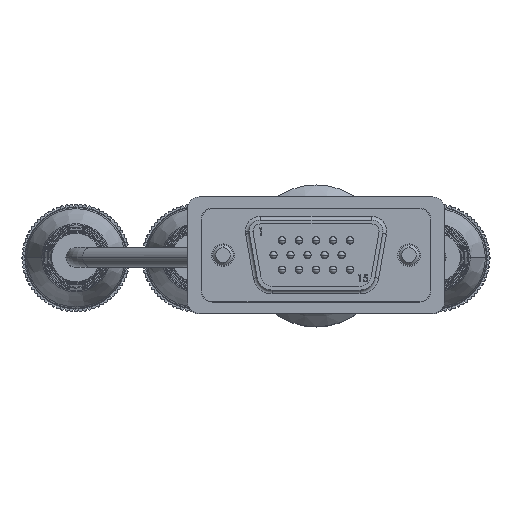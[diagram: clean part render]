
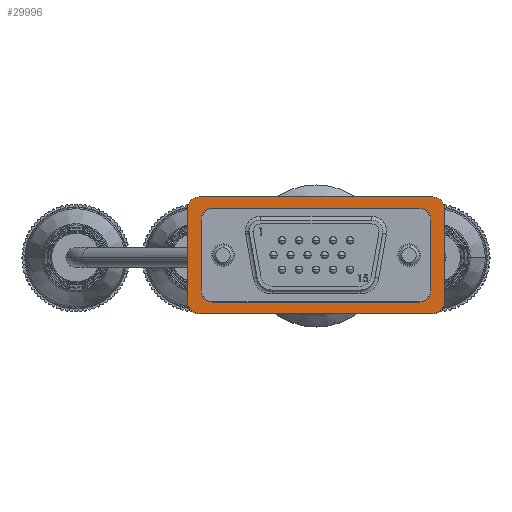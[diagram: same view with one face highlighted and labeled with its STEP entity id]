
A CAD part, top view. The second image highlights one B-rep face of the part: STEP entity #29996.
In plain terms, the highlighted face is planar.
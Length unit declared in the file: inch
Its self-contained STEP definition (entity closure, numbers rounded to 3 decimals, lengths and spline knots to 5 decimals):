
#775 = CARTESIAN_POINT ( 'NONE',  ( 0.6785, 0.2485, -0.6975 ) ) ;
#920 = CARTESIAN_POINT ( 'NONE',  ( 0.5475, 0.248, -0.6975 ) ) ;
#20524 = CARTESIAN_POINT ( 'NONE',  ( -0.6185, -0.3085, -0.6975 ) ) ;
#20525 = DIRECTION ( 'NONE',  ( 1., 0., 0. ) ) ;
#20526 = DIRECTION ( 'NONE',  ( 0., 0., -1. ) ) ;
#20527 = CARTESIAN_POINT ( 'NONE',  ( -0.6185, -0.2485, -0.6975 ) ) ;
#20528 = AXIS2_PLACEMENT_3D ( 'NONE', #20527, #20526, #20525 ) ;
#20529 = CIRCLE ( 'NONE', #20528, 0.06 ) ;
#20530 = CARTESIAN_POINT ( 'NONE',  ( -0.6785, -0.2485, -0.6975 ) ) ;
#20626 = DIRECTION ( 'NONE',  ( 1., 0., 0. ) ) ;
#20627 = DIRECTION ( 'NONE',  ( 0., 0., -1. ) ) ;
#20628 = CARTESIAN_POINT ( 'NONE',  ( -0.6185, 0.2485, -0.6975 ) ) ;
#20629 = AXIS2_PLACEMENT_3D ( 'NONE', #20628, #20627, #20626 ) ;
#20630 = CIRCLE ( 'NONE', #20629, 0.06 ) ;
#20631 = CARTESIAN_POINT ( 'NONE',  ( -0.6185, 0.3085, -0.6975 ) ) ;
#20654 = DIRECTION ( 'NONE',  ( 0., -1., 0. ) ) ;
#20655 = VECTOR ( 'NONE', #20654, 39.37008 ) ;
#20656 = CARTESIAN_POINT ( 'NONE',  ( -0.6785, 0.3085, -0.6975 ) ) ;
#20657 = LINE ( 'NONE', #20656, #20655 ) ;
#20658 = CARTESIAN_POINT ( 'NONE',  ( -0.6785, 0.2485, -0.6975 ) ) ;
#21166 = CARTESIAN_POINT ( 'NONE',  ( 0.6185, -0.3085, -0.6975 ) ) ;
#21177 = CARTESIAN_POINT ( 'NONE',  ( 0.6785, -0.2485, -0.6975 ) ) ;
#21222 = DIRECTION ( 'NONE',  ( 1., 0., 0. ) ) ;
#21223 = DIRECTION ( 'NONE',  ( 0., 0., -1. ) ) ;
#21224 = CARTESIAN_POINT ( 'NONE',  ( 0.6185, -0.2485, -0.6975 ) ) ;
#21225 = AXIS2_PLACEMENT_3D ( 'NONE', #21224, #21223, #21222 ) ;
#21226 = CIRCLE ( 'NONE', #21225, 0.06 ) ;
#21263 = CARTESIAN_POINT ( 'NONE',  ( 0.6185, 0.3085, -0.6975 ) ) ;
#21264 = DIRECTION ( 'NONE',  ( 1., 0., 0. ) ) ;
#21265 = DIRECTION ( 'NONE',  ( 0., 0., -1. ) ) ;
#21266 = CARTESIAN_POINT ( 'NONE',  ( 0.6185, 0.2485, -0.6975 ) ) ;
#21267 = AXIS2_PLACEMENT_3D ( 'NONE', #21266, #21265, #21264 ) ;
#21268 = CIRCLE ( 'NONE', #21267, 0.06 ) ;
#21295 = DIRECTION ( 'NONE',  ( 0., -1., 0. ) ) ;
#21296 = VECTOR ( 'NONE', #21295, 39.37008 ) ;
#21297 = CARTESIAN_POINT ( 'NONE',  ( 0.6785, 0.3085, -0.6975 ) ) ;
#21298 = LINE ( 'NONE', #21297, #21296 ) ;
#21397 = DIRECTION ( 'NONE',  ( -1., 0., 0. ) ) ;
#21398 = VECTOR ( 'NONE', #21397, 39.37008 ) ;
#21399 = CARTESIAN_POINT ( 'NONE',  ( -0.6785, -0.3085, -0.6975 ) ) ;
#21400 = LINE ( 'NONE', #21399, #21398 ) ;
#21477 = DIRECTION ( 'NONE',  ( 1., 0., 0. ) ) ;
#21478 = DIRECTION ( 'NONE',  ( 0., 0., -1. ) ) ;
#21479 = CARTESIAN_POINT ( 'NONE',  ( 0.5475, 0.188, -0.6975 ) ) ;
#21480 = AXIS2_PLACEMENT_3D ( 'NONE', #21479, #21478, #21477 ) ;
#21481 = CIRCLE ( 'NONE', #21480, 0.06 ) ;
#21516 = CARTESIAN_POINT ( 'NONE',  ( 0.6075, 0.188, -0.6975 ) ) ;
#21518 = CARTESIAN_POINT ( 'NONE',  ( 0.6075, -0.188, -0.6975 ) ) ;
#21572 = DIRECTION ( 'NONE',  ( -1., 0., 0. ) ) ;
#21573 = VECTOR ( 'NONE', #21572, 39.37008 ) ;
#21575 = CARTESIAN_POINT ( 'NONE',  ( -0.6785, 0.3085, -0.6975 ) ) ;
#21576 = LINE ( 'NONE', #21575, #21573 ) ;
#21619 = CARTESIAN_POINT ( 'NONE',  ( -0.6075, 0.188, -0.6975 ) ) ;
#21620 = DIRECTION ( 'NONE',  ( -1., 0., 0. ) ) ;
#21621 = DIRECTION ( 'NONE',  ( 0., 0., -1. ) ) ;
#21622 = CARTESIAN_POINT ( 'NONE',  ( -0.5475, 0.188, -0.6975 ) ) ;
#21623 = AXIS2_PLACEMENT_3D ( 'NONE', #21622, #21621, #21620 ) ;
#21624 = CIRCLE ( 'NONE', #21623, 0.06 ) ;
#21626 = CARTESIAN_POINT ( 'NONE',  ( -0.5475, 0.248, -0.6975 ) ) ;
#21627 = DIRECTION ( 'NONE',  ( 1., 0., 0. ) ) ;
#21628 = VECTOR ( 'NONE', #21627, 39.37008 ) ;
#21629 = CARTESIAN_POINT ( 'NONE',  ( 0.5475, 0.248, -0.6975 ) ) ;
#21630 = LINE ( 'NONE', #21629, #21628 ) ;
#21631 = DIRECTION ( 'NONE',  ( 1., 0., 0. ) ) ;
#21633 = DIRECTION ( 'NONE',  ( 0., 0., -1. ) ) ;
#21634 = CARTESIAN_POINT ( 'NONE',  ( 0.5475, -0.188, -0.6975 ) ) ;
#21635 = AXIS2_PLACEMENT_3D ( 'NONE', #21634, #21633, #21631 ) ;
#21636 = CIRCLE ( 'NONE', #21635, 0.06 ) ;
#21652 = FACE_OUTER_BOUND ( 'NONE', #29965, .T. ) ;
#21653 = FACE_BOUND ( 'NONE', #29997, .T. ) ;
#21668 = CARTESIAN_POINT ( 'NONE',  ( 0.5475, -0.248, -0.6975 ) ) ;
#21669 = DIRECTION ( 'NONE',  ( -1., 0., 0. ) ) ;
#21670 = VECTOR ( 'NONE', #21669, 39.37008 ) ;
#21671 = CARTESIAN_POINT ( 'NONE',  ( 0.5475, -0.248, -0.6975 ) ) ;
#21672 = LINE ( 'NONE', #21671, #21670 ) ;
#21673 = CARTESIAN_POINT ( 'NONE',  ( -0.5475, -0.248, -0.6975 ) ) ;
#21674 = DIRECTION ( 'NONE',  ( 1., 0., 0. ) ) ;
#21675 = DIRECTION ( 'NONE',  ( 0., 0., -1. ) ) ;
#21676 = CARTESIAN_POINT ( 'NONE',  ( -0.5475, -0.188, -0.6975 ) ) ;
#21677 = AXIS2_PLACEMENT_3D ( 'NONE', #21676, #21675, #21674 ) ;
#21678 = CIRCLE ( 'NONE', #21677, 0.06 ) ;
#21679 = CARTESIAN_POINT ( 'NONE',  ( -0.6075, -0.188, -0.6975 ) ) ;
#21680 = DIRECTION ( 'NONE',  ( 0., 1., 0. ) ) ;
#21681 = VECTOR ( 'NONE', #21680, 39.37008 ) ;
#21682 = CARTESIAN_POINT ( 'NONE',  ( -0.6075, 0.188, -0.6975 ) ) ;
#21683 = LINE ( 'NONE', #21682, #21681 ) ;
#21706 = DIRECTION ( 'NONE',  ( 0., -1., 0. ) ) ;
#21707 = VECTOR ( 'NONE', #21706, 39.37008 ) ;
#21708 = CARTESIAN_POINT ( 'NONE',  ( 0.6075, 0.188, -0.6975 ) ) ;
#21709 = LINE ( 'NONE', #21708, #21707 ) ;
#21710 = DIRECTION ( 'NONE',  ( 1., 0., 0. ) ) ;
#21711 = DIRECTION ( 'NONE',  ( 0., 0., 1. ) ) ;
#21712 = CARTESIAN_POINT ( 'NONE',  ( -0.6785, 0.3085, -0.6975 ) ) ;
#21713 = AXIS2_PLACEMENT_3D ( 'NONE', #21712, #21711, #21710 ) ;
#21714 = PLANE ( 'NONE',  #21713 ) ;
#29392 = VERTEX_POINT ( 'NONE', #20530 ) ;
#29394 = EDGE_CURVE ( 'NONE', #29395, #29392, #20529, .T. ) ;
#29395 = VERTEX_POINT ( 'NONE', #20524 ) ;
#29443 = VERTEX_POINT ( 'NONE', #20631 ) ;
#29445 = EDGE_CURVE ( 'NONE', #29460, #29443, #20630, .T. ) ;
#29460 = VERTEX_POINT ( 'NONE', #20658 ) ;
#29462 = EDGE_CURVE ( 'NONE', #29460, #29392, #20657, .T. ) ;
#29723 = VERTEX_POINT ( 'NONE', #21177 ) ;
#29729 = VERTEX_POINT ( 'NONE', #21166 ) ;
#29731 = EDGE_CURVE ( 'NONE', #29723, #29729, #21226, .T. ) ;
#29774 = EDGE_CURVE ( 'NONE', #29775, #31612, #21268, .T. ) ;
#29775 = VERTEX_POINT ( 'NONE', #21263 ) ;
#29793 = EDGE_CURVE ( 'NONE', #31612, #29723, #21298, .T. ) ;
#29842 = EDGE_CURVE ( 'NONE', #29729, #29395, #21400, .T. ) ;
#29865 = EDGE_CURVE ( 'NONE', #31691, #29918, #21481, .T. ) ;
#29918 = VERTEX_POINT ( 'NONE', #21516 ) ;
#29919 = VERTEX_POINT ( 'NONE', #21518 ) ;
#29920 = ORIENTED_EDGE ( 'NONE', *, *, #29865, .F. ) ;
#29928 = EDGE_CURVE ( 'NONE', #29775, #29443, #21576, .T. ) ;
#29963 = ORIENTED_EDGE ( 'NONE', *, *, #29964, .F. ) ;
#29964 = EDGE_CURVE ( 'NONE', #29919, #29987, #21636, .T. ) ;
#29965 = EDGE_LOOP ( 'NONE', ( #29966, #29967, #29968, #29969, #29970, #29971, #29972, #30029 ) ) ;
#29966 = ORIENTED_EDGE ( 'NONE', *, *, #29462, .F. ) ;
#29967 = ORIENTED_EDGE ( 'NONE', *, *, #29445, .T. ) ;
#29968 = ORIENTED_EDGE ( 'NONE', *, *, #29928, .F. ) ;
#29969 = ORIENTED_EDGE ( 'NONE', *, *, #29774, .T. ) ;
#29970 = ORIENTED_EDGE ( 'NONE', *, *, #29793, .T. ) ;
#29971 = ORIENTED_EDGE ( 'NONE', *, *, #29731, .T. ) ;
#29972 = ORIENTED_EDGE ( 'NONE', *, *, #29842, .T. ) ;
#29973 = ORIENTED_EDGE ( 'NONE', *, *, #29974, .F. ) ;
#29974 = EDGE_CURVE ( 'NONE', #29975, #31691, #21630, .T. ) ;
#29975 = VERTEX_POINT ( 'NONE', #21626 ) ;
#29976 = ORIENTED_EDGE ( 'NONE', *, *, #29977, .F. ) ;
#29977 = EDGE_CURVE ( 'NONE', #29978, #29975, #21624, .T. ) ;
#29978 = VERTEX_POINT ( 'NONE', #21619 ) ;
#29979 = ORIENTED_EDGE ( 'NONE', *, *, #29980, .F. ) ;
#29980 = EDGE_CURVE ( 'NONE', #29981, #29978, #21683, .T. ) ;
#29981 = VERTEX_POINT ( 'NONE', #21679 ) ;
#29982 = ORIENTED_EDGE ( 'NONE', *, *, #29983, .F. ) ;
#29983 = EDGE_CURVE ( 'NONE', #29984, #29981, #21678, .T. ) ;
#29984 = VERTEX_POINT ( 'NONE', #21673 ) ;
#29985 = ORIENTED_EDGE ( 'NONE', *, *, #29986, .F. ) ;
#29986 = EDGE_CURVE ( 'NONE', #29987, #29984, #21672, .T. ) ;
#29987 = VERTEX_POINT ( 'NONE', #21668 ) ;
#29996 = ADVANCED_FACE ( 'NONE', ( #21653, #21652 ), #21714, .F. ) ;
#29997 = EDGE_LOOP ( 'NONE', ( #29998, #29920, #29973, #29976, #29979, #29982, #29985, #29963 ) ) ;
#29998 = ORIENTED_EDGE ( 'NONE', *, *, #29999, .F. ) ;
#29999 = EDGE_CURVE ( 'NONE', #29918, #29919, #21709, .T. ) ;
#30029 = ORIENTED_EDGE ( 'NONE', *, *, #29394, .T. ) ;
#31612 = VERTEX_POINT ( 'NONE', #775 ) ;
#31691 = VERTEX_POINT ( 'NONE', #920 ) ;
